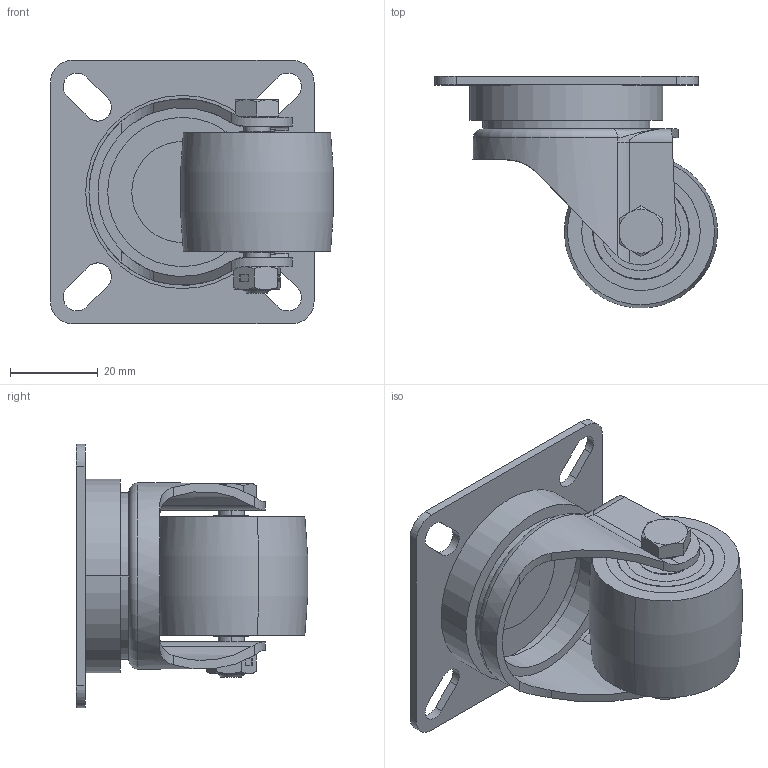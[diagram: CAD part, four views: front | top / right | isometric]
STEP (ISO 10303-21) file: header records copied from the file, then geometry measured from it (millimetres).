
FILE_DESCRIPTION (( 'STEP AP214' ), '1' );
FILE_NAME ('0051032.step', '2020-06-09T13:47:40', ( '' ), ( '' ), 'SwSTEP 2.0', 'SolidWorks 2018', '' );
FILE_SCHEMA (( 'AUTOMOTIVE_DESIGN' ));
Length unit declared in the file: millimetre
Products named in the file (1): 0051032
Bounding box: 64.41 x 52.71 x 60 mm (x, y, z)
Volume: 36900.8 mm3; surface area: 37657.4 mm2
Topology: 19 solids, 19 shells, 304 faces, 696 edges, 429 vertices
Faces by surface type: cylinder 114, plane 98, torus 49, cone 35, bspline 8
Entity records: 13035 total; most frequent: CARTESIAN_POINT 2455, DIRECTION 1564, ORIENTED_EDGE 1388, EDGE_CURVE 694, AXIS2_PLACEMENT_3D 659, VERTEX_POINT 429, CIRCLE 362, EDGE_LOOP 351
